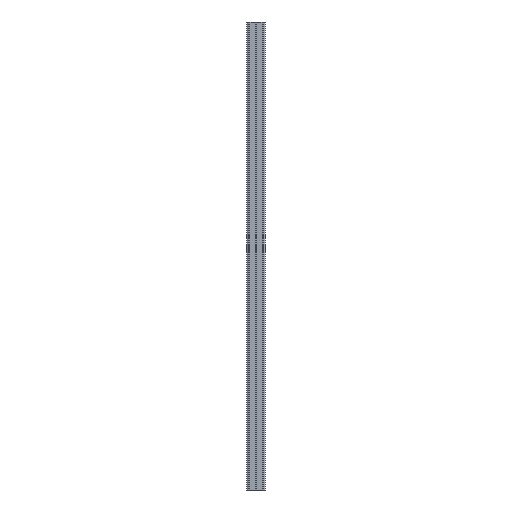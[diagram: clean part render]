
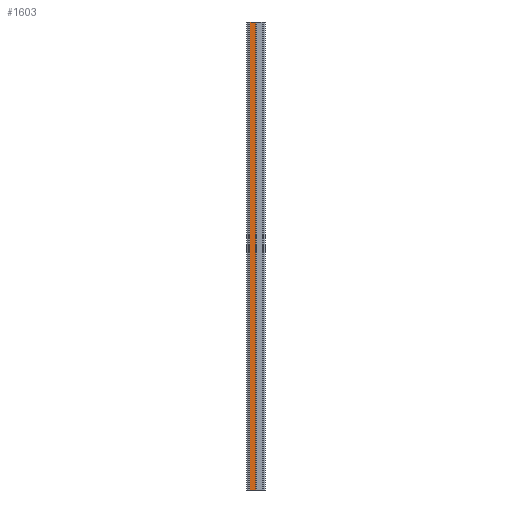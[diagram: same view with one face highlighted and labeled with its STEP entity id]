
A CAD part, front view. The second image highlights one B-rep face of the part: STEP entity #1603.
In plain terms, the highlighted planar face has unit normal (0, -1, 0).
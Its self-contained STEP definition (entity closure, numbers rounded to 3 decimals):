
#15=PLANE('',#1695);
#62=FACE_OUTER_BOUND('',#147,.T.);
#147=EDGE_LOOP('',(#1074,#1075,#1076,#1077));
#234=LINE('',#2375,#403);
#235=LINE('',#2378,#404);
#236=LINE('',#2380,#405);
#237=LINE('',#2381,#406);
#403=VECTOR('',#1874,1000.);
#404=VECTOR('',#1877,12.8);
#405=VECTOR('',#1878,12.8);
#406=VECTOR('',#1879,1000.);
#653=VERTEX_POINT('',#2371);
#654=VERTEX_POINT('',#2373);
#655=VERTEX_POINT('',#2377);
#656=VERTEX_POINT('',#2379);
#822=EDGE_CURVE('',#653,#654,#234,.T.);
#823=EDGE_CURVE('',#655,#653,#235,.T.);
#824=EDGE_CURVE('',#656,#654,#236,.T.);
#825=EDGE_CURVE('',#655,#656,#237,.T.);
#1074=ORIENTED_EDGE('',*,*,#823,.T.);
#1075=ORIENTED_EDGE('',*,*,#822,.T.);
#1076=ORIENTED_EDGE('',*,*,#824,.F.);
#1077=ORIENTED_EDGE('',*,*,#825,.F.);
#1603=ADVANCED_FACE('',(#62),#15,.T.);
#1695=AXIS2_PLACEMENT_3D('',#2376,#1875,#1876);
#1874=DIRECTION('',(0.,0.,1.));
#1875=DIRECTION('center_axis',(0.,-1.,0.));
#1876=DIRECTION('ref_axis',(1.,0.,0.));
#1877=DIRECTION('',(1.,0.,0.));
#1878=DIRECTION('',(1.,0.,0.));
#1879=DIRECTION('',(0.,0.,1.));
#2371=CARTESIAN_POINT('',(-0.3,0.,0.));
#2373=CARTESIAN_POINT('',(-0.3,0.,1000.));
#2375=CARTESIAN_POINT('',(-0.3,0.,0.));
#2376=CARTESIAN_POINT('Origin',(-13.1,0.,
0.));
#2377=CARTESIAN_POINT('',(-13.1,0.,0.));
#2378=CARTESIAN_POINT('',(-13.1,0.,0.));
#2379=CARTESIAN_POINT('',(-13.1,0.,1000.));
#2380=CARTESIAN_POINT('',(-13.1,0.,1000.));
#2381=CARTESIAN_POINT('',(-13.1,0.,0.));
